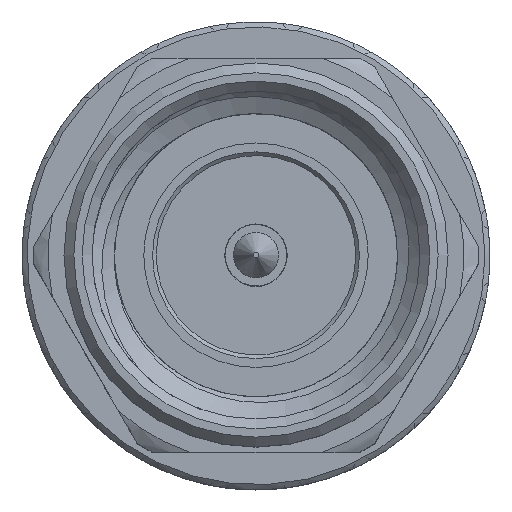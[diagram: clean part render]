
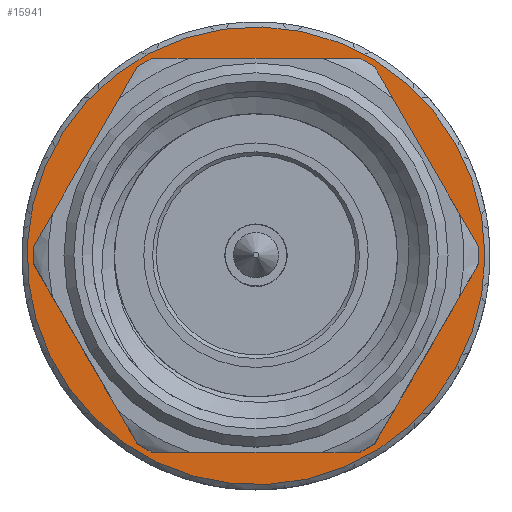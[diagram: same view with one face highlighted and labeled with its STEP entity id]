
A CAD part, top view. The second image highlights one B-rep face of the part: STEP entity #15941.
In plain terms, the highlighted planar face has unit normal (0, 0, 1).
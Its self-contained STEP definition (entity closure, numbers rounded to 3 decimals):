
#155=PLANE('',#17027);
#5069=ORIENTED_EDGE('',*,*,#9681,.T.);
#5070=ORIENTED_EDGE('',*,*,#9680,.T.);
#9680=EDGE_CURVE('',#11691,#11691,#12450,.T.);
#9681=EDGE_CURVE('',#11692,#11692,#12451,.T.);
#11691=VERTEX_POINT('',#31028);
#11692=VERTEX_POINT('',#31031);
#12450=CIRCLE('',#17026,3.25);
#12451=CIRCLE('',#17028,4.65);
#13200=EDGE_LOOP('',(#5069));
#13201=EDGE_LOOP('',(#5070));
#14422=FACE_BOUND('',#13200,.T.);
#14423=FACE_BOUND('',#13201,.T.);
#15941=ADVANCED_FACE('',(#14422,#14423),#155,.T.);
#17026=AXIS2_PLACEMENT_3D('',#31027,#18319,#18320);
#17027=AXIS2_PLACEMENT_3D('',#31029,#18321,#18322);
#17028=AXIS2_PLACEMENT_3D('',#31030,#18323,#18324);
#18319=DIRECTION('',(0.,0.,-1.));
#18320=DIRECTION('',(-1.,0.,0.));
#18321=DIRECTION('',(0.,0.,1.));
#18322=DIRECTION('',(1.,0.,0.));
#18323=DIRECTION('',(0.,0.,1.));
#18324=DIRECTION('',(1.,0.,0.));
#31027=CARTESIAN_POINT('',(0.,0.,3.8));
#31028=CARTESIAN_POINT('',(-3.25,0.,3.8));
#31029=CARTESIAN_POINT('',(-1.625,0.,3.8));
#31030=CARTESIAN_POINT('',(0.,0.,3.8));
#31031=CARTESIAN_POINT('',(4.65,0.,3.8));
